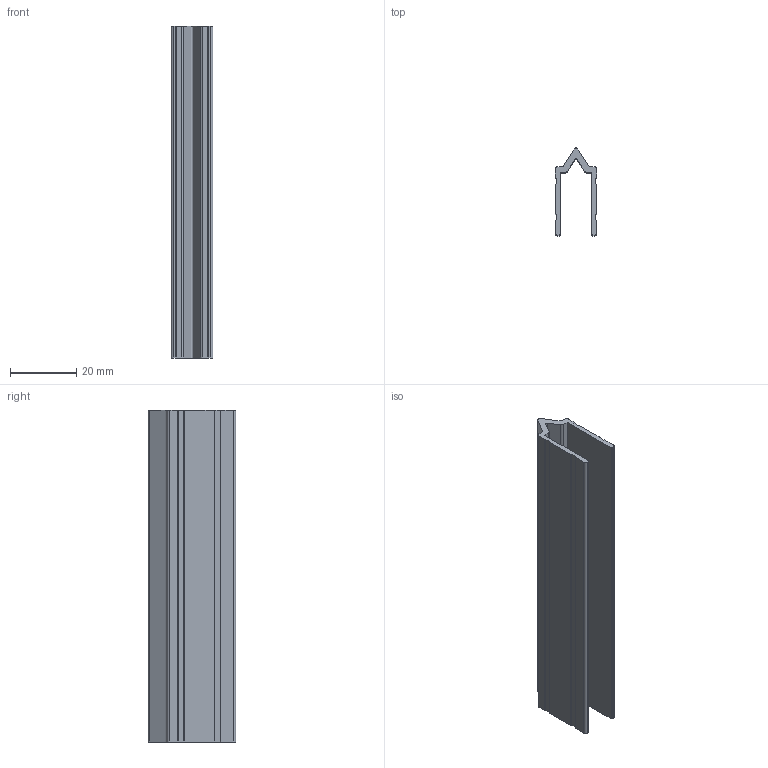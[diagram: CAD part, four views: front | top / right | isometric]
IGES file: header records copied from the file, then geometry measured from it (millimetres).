
Start section: SolidWorks IGES file using analytic representation for surfaces
Global section: file name: 6144M.IGS; native system: SolidWorks 2010; preprocessor: SolidWorks 2010; author: martinb; date: 100820.145318; units: millimetre
Bounding box: 12.6 x 26.4 x 100 mm (x, y, z)
Surface area: 11626.4 mm2 (no closed solid volume)
Topology: 0 solids, 0 shells, 44 faces, 388 edges, 436 vertices
Faces by surface type: bspline 32, revolution 12
